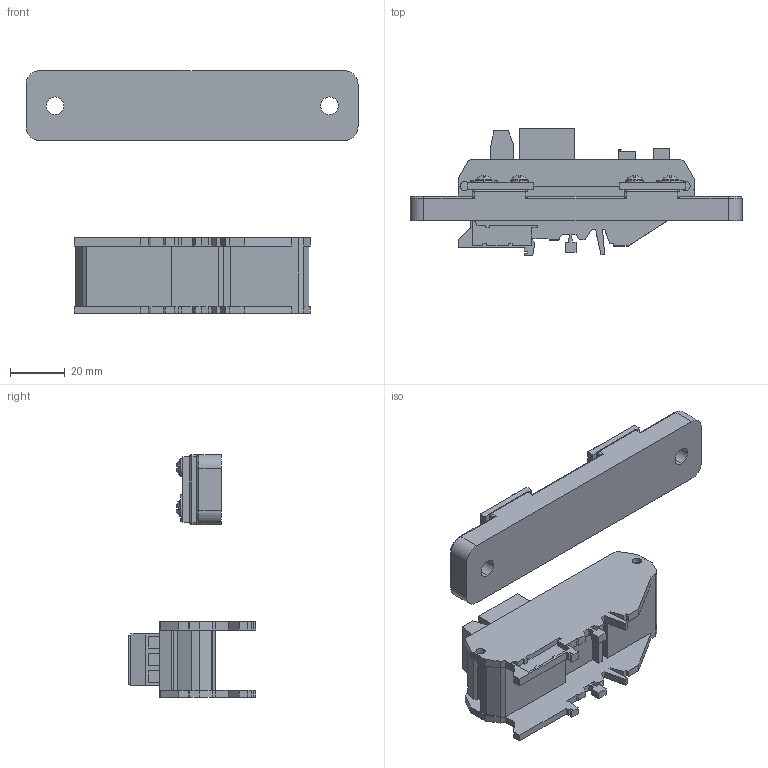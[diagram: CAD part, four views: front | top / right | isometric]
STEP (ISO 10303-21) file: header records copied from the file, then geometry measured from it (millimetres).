
FILE_DESCRIPTION (( 'STEP AP214' ), '1' );
FILE_NAME ('SRCN-C412-1_3D.step', '2023-09-13T23:36:41', ( '' ), ( '' ), 'SwSTEP 2.0', 'SolidWorks 2022', '' );
FILE_SCHEMA (( 'AUTOMOTIVE_DESIGN' ));
Length unit declared in the file: inch
Products named in the file (1): SRCN-C412-1_3D
Bounding box: 121 x 46.53 x 88.48 mm (x, y, z)
Volume: 63686.9 mm3; surface area: 32835.6 mm2
Topology: 2 solids, 2 shells, 553 faces, 1486 edges, 966 vertices
Faces by surface type: plane 444, cylinder 93, sphere 12, torus 4
Entity records: 21160 total; most frequent: CARTESIAN_POINT 3010, ORIENTED_EDGE 2940, DIRECTION 2798, EDGE_CURVE 1470, LINE 1234, VECTOR 1234, VERTEX_POINT 962, AXIS2_PLACEMENT_3D 782
